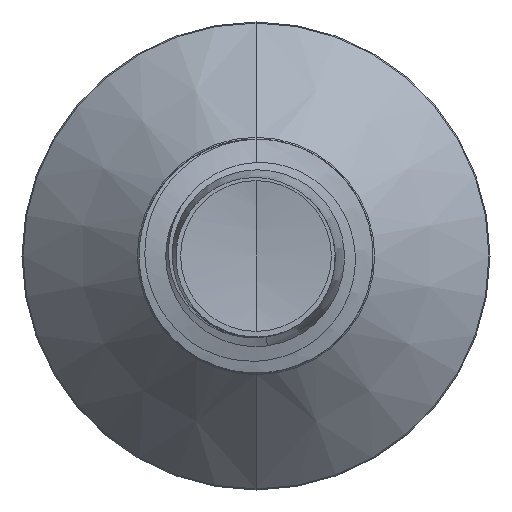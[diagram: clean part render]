
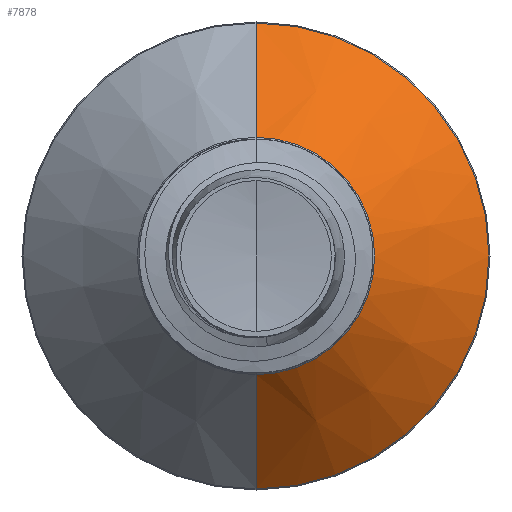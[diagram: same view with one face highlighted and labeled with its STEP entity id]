
A CAD part, front view. The second image highlights one B-rep face of the part: STEP entity #7878.
In plain terms, the highlighted conical face has half-angle 45 degrees and reference radius 1.522 mm.
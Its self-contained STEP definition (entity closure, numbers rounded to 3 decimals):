
#626 = CARTESIAN_POINT ( 'NONE',  ( 0., 14.437, 0. ) ) ;
#1081 = AXIS2_PLACEMENT_3D ( 'NONE', #25829, #10405, #28398 ) ;
#1511 = VECTOR ( 'NONE', #27390, 1000. ) ;
#1557 = FACE_OUTER_BOUND ( 'NONE', #13380, .T. ) ;
#1729 = VERTEX_POINT ( 'NONE', #11453 ) ;
#1906 = AXIS2_PLACEMENT_3D ( 'NONE', #626, #18872, #3275 ) ;
#2570 = AXIS2_PLACEMENT_3D ( 'NONE', #33062, #30239, #15260 ) ;
#3275 = DIRECTION ( 'NONE',  ( 0., 0., 1. ) ) ;
#5868 = ORIENTED_EDGE ( 'NONE', *, *, #14180, .T. ) ;
#5893 = ORIENTED_EDGE ( 'NONE', *, *, #11354, .F. ) ;
#5927 = ORIENTED_EDGE ( 'NONE', *, *, #25131, .F. ) ;
#6147 = CONICAL_SURFACE ( 'NONE', #2570, 1.522, 0.785 ) ;
#6580 = DIRECTION ( 'NONE',  ( 0., 0.707, -0.707 ) ) ;
#7878 = ADVANCED_FACE ( 'NONE', ( #1557 ), #6147, .T. ) ;
#8636 = VERTEX_POINT ( 'NONE', #9672 ) ;
#8801 = VERTEX_POINT ( 'NONE', #22660 ) ;
#9285 = ORIENTED_EDGE ( 'NONE', *, *, #14807, .T. ) ;
#9487 = CARTESIAN_POINT ( 'NONE',  ( 0., 12.972, 1.522 ) ) ;
#9672 = CARTESIAN_POINT ( 'NONE',  ( 0., 12.972, -1.522 ) ) ;
#10036 = CIRCLE ( 'NONE', #1906, 2.987 ) ;
#10405 = DIRECTION ( 'NONE',  ( 0., 1., 0. ) ) ;
#11354 = EDGE_CURVE ( 'NONE', #1729, #30232, #10036, .T. ) ;
#11453 = CARTESIAN_POINT ( 'NONE',  ( 0., 14.437, 2.987 ) ) ;
#13380 = EDGE_LOOP ( 'NONE', ( #9285, #5868, #5893, #5927 ) ) ;
#14180 = EDGE_CURVE ( 'NONE', #8636, #30232, #22310, .T. ) ;
#14578 = LINE ( 'NONE', #9487, #1511 ) ;
#14807 = EDGE_CURVE ( 'NONE', #8801, #8636, #33364, .T. ) ;
#15260 = DIRECTION ( 'NONE',  ( 0., 0., 1. ) ) ;
#15460 = VECTOR ( 'NONE', #6580, 1000. ) ;
#18872 = DIRECTION ( 'NONE',  ( 0., 1., 0. ) ) ;
#22310 = LINE ( 'NONE', #29328, #15460 ) ;
#22660 = CARTESIAN_POINT ( 'NONE',  ( 0., 12.972, 1.522 ) ) ;
#25131 = EDGE_CURVE ( 'NONE', #8801, #1729, #14578, .T. ) ;
#25829 = CARTESIAN_POINT ( 'NONE',  ( 0., 12.972, 0. ) ) ;
#27390 = DIRECTION ( 'NONE',  ( 0., 0.707, 0.707 ) ) ;
#27512 = CARTESIAN_POINT ( 'NONE',  ( 0., 14.437, -2.987 ) ) ;
#28398 = DIRECTION ( 'NONE',  ( 0., 0., 1. ) ) ;
#29328 = CARTESIAN_POINT ( 'NONE',  ( 0., 12.972, -1.522 ) ) ;
#30232 = VERTEX_POINT ( 'NONE', #27512 ) ;
#30239 = DIRECTION ( 'NONE',  ( 0., 1., 0. ) ) ;
#33062 = CARTESIAN_POINT ( 'NONE',  ( 0., 12.972, 0. ) ) ;
#33364 = CIRCLE ( 'NONE', #1081, 1.522 ) ;
